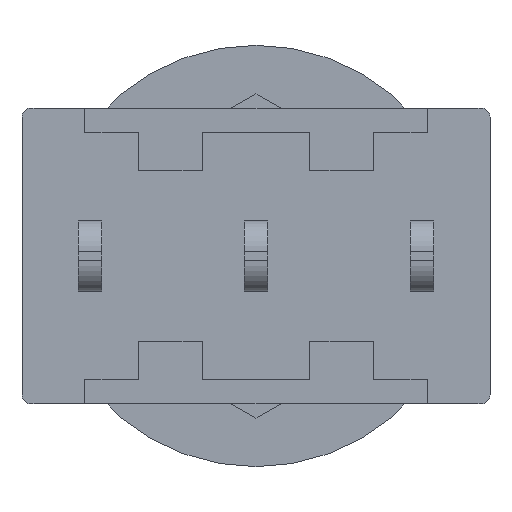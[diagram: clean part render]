
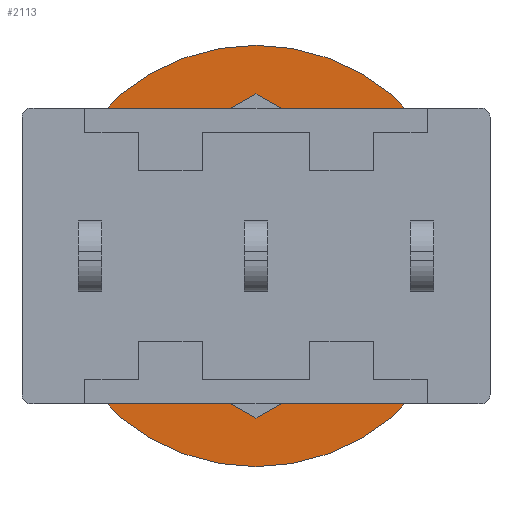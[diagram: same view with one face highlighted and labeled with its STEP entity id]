
A CAD part, front view. The second image highlights one B-rep face of the part: STEP entity #2113.
In plain terms, the highlighted planar face has unit normal (0, -1, 0).
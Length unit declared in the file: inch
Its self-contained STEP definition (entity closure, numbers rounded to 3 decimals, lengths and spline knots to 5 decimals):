
#19=FACE_BOUND('',#742,.T.);
#49=PLANE('',#2277);
#155=LINE('',#3142,#379);
#156=LINE('',#3144,#380);
#157=LINE('',#3146,#381);
#158=LINE('',#3148,#382);
#159=LINE('',#3150,#383);
#160=LINE('',#3151,#384);
#379=VECTOR('',#2565,0.3937);
#380=VECTOR('',#2566,0.3937);
#381=VECTOR('',#2567,0.3937);
#382=VECTOR('',#2568,0.3937);
#383=VECTOR('',#2569,0.3937);
#384=VECTOR('',#2570,0.3937);
#622=FACE_OUTER_BOUND('',#741,.T.);
#741=EDGE_LOOP('',(#1507));
#742=EDGE_LOOP('',(#1508,#1509,#1510,#1511,#1512,#1513));
#865=CIRCLE('',#2278,0.235);
#951=VERTEX_POINT('',#3138);
#952=VERTEX_POINT('',#3140);
#953=VERTEX_POINT('',#3141);
#954=VERTEX_POINT('',#3143);
#955=VERTEX_POINT('',#3145);
#956=VERTEX_POINT('',#3147);
#957=VERTEX_POINT('',#3149);
#1165=EDGE_CURVE('',#951,#951,#865,.T.);
#1166=EDGE_CURVE('',#952,#953,#155,.T.);
#1167=EDGE_CURVE('',#953,#954,#156,.T.);
#1168=EDGE_CURVE('',#954,#955,#157,.T.);
#1169=EDGE_CURVE('',#955,#956,#158,.T.);
#1170=EDGE_CURVE('',#956,#957,#159,.T.);
#1171=EDGE_CURVE('',#957,#952,#160,.T.);
#1507=ORIENTED_EDGE('',*,*,#1165,.F.);
#1508=ORIENTED_EDGE('',*,*,#1166,.T.);
#1509=ORIENTED_EDGE('',*,*,#1167,.T.);
#1510=ORIENTED_EDGE('',*,*,#1168,.T.);
#1511=ORIENTED_EDGE('',*,*,#1169,.T.);
#1512=ORIENTED_EDGE('',*,*,#1170,.T.);
#1513=ORIENTED_EDGE('',*,*,#1171,.T.);
#2113=ADVANCED_FACE('',(#622,#19),#49,.F.);
#2277=AXIS2_PLACEMENT_3D('',#3137,#2561,#2562);
#2278=AXIS2_PLACEMENT_3D('',#3139,#2563,#2564);
#2561=DIRECTION('center_axis',(0.,1.,0.));
#2562=DIRECTION('ref_axis',(0.,0.,1.));
#2563=DIRECTION('center_axis',(0.,1.,0.));
#2564=DIRECTION('ref_axis',(1.,0.,0.));
#2565=DIRECTION('',(0.,0.,1.));
#2566=DIRECTION('',(0.866,0.,0.5));
#2567=DIRECTION('',(0.866,0.,-0.5));
#2568=DIRECTION('',(0.,0.,-1.));
#2569=DIRECTION('',(-0.866,0.,-0.5));
#2570=DIRECTION('',(-0.866,0.,0.5));
#3137=CARTESIAN_POINT('Origin',(0.04876,0.10981,0.));
#3138=CARTESIAN_POINT('',(-0.18624,0.10981,0.));
#3139=CARTESIAN_POINT('Origin',(0.04876,0.10981,0.));
#3140=CARTESIAN_POINT('',(-0.10774,0.10981,-0.09036));
#3141=CARTESIAN_POINT('',(-0.10774,0.10981,0.09036));
#3142=CARTESIAN_POINT('',(-0.10774,0.10981,-0.09036));
#3143=CARTESIAN_POINT('',(0.04876,0.10981,0.18071));
#3144=CARTESIAN_POINT('',(-0.10774,0.10981,0.09036));
#3145=CARTESIAN_POINT('',(0.20526,0.10981,0.09036));
#3146=CARTESIAN_POINT('',(0.04876,0.10981,0.18071));
#3147=CARTESIAN_POINT('',(0.20526,0.10981,-0.09036));
#3148=CARTESIAN_POINT('',(0.20526,0.10981,0.09036));
#3149=CARTESIAN_POINT('',(0.04876,0.10981,-0.18071));
#3150=CARTESIAN_POINT('',(0.20526,0.10981,-0.09036));
#3151=CARTESIAN_POINT('',(0.04876,0.10981,-0.18071));
